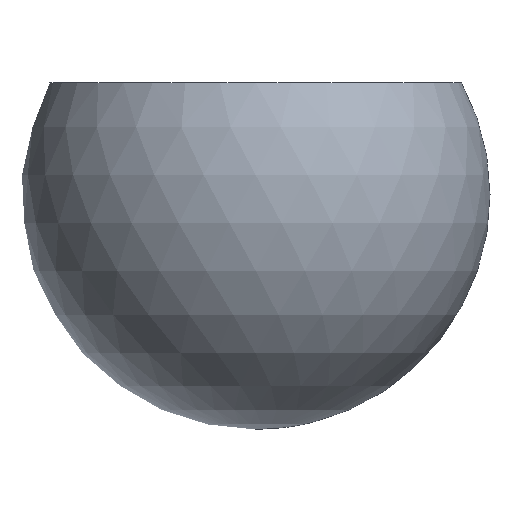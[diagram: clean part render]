
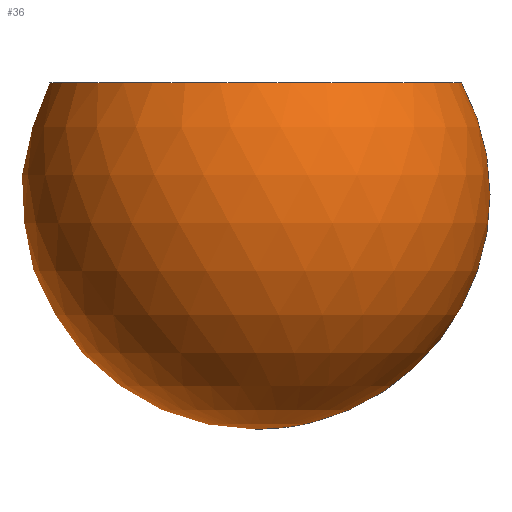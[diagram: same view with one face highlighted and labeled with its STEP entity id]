
A CAD part, front view. The second image highlights one B-rep face of the part: STEP entity #36.
In plain terms, the highlighted spherical face has radius 12.496 mm.
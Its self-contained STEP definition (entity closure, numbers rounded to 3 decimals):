
#36=ADVANCED_FACE('',(#39),#38,.T.);
#38=SPHERICAL_SURFACE('',#90,12.496);
#39=FACE_OUTER_BOUND('',#41,.T.);
#41=EDGE_LOOP('',(#43));
#43=ORIENTED_EDGE('',*,*,#46,.T.);
#45=VERTEX_POINT('',#124);
#46=EDGE_CURVE('',#45,#45,#47,.T.);
#47=CIRCLE('',#89,10.964);
#89=AXIS2_PLACEMENT_3D('',#123,#100,#101);
#90=AXIS2_PLACEMENT_3D('',#125,#102,#103);
#100=DIRECTION('',(0.,0.,-1.));
#101=DIRECTION('',(-1.,0.,0.));
#102=DIRECTION('',(0.,0.,-1.));
#103=DIRECTION('',(1.,0.,0.));
#123=CARTESIAN_POINT('',(0.,0.,0.));
#124=CARTESIAN_POINT('',(-10.964,0.,0.));
#125=CARTESIAN_POINT('',(0.,0.,-5.996));
